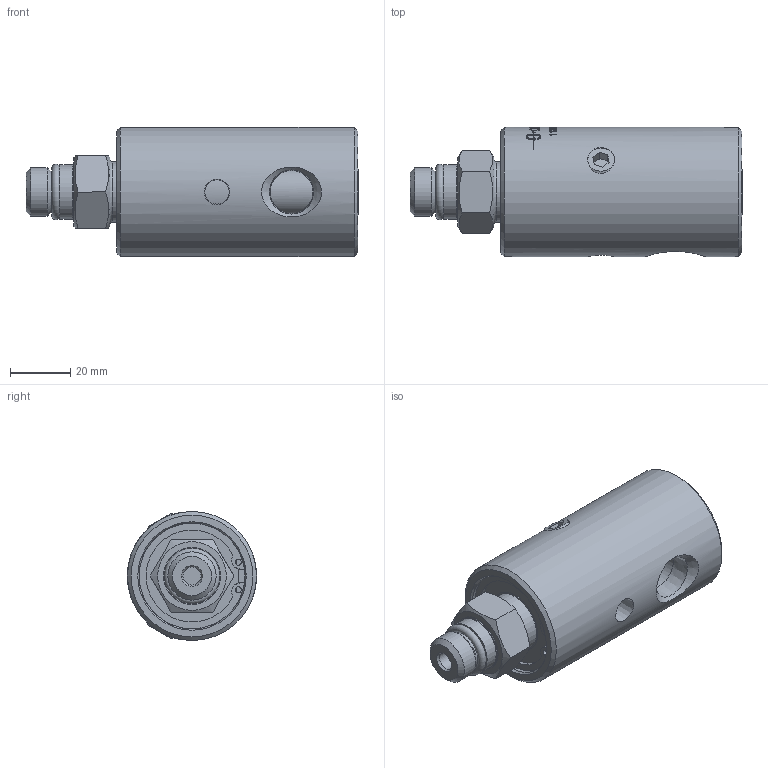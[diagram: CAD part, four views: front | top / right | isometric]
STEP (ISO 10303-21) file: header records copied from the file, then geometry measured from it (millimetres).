
FILE_DESCRIPTION(/* description */ (''),/* implementation_level */ '2;1');
FILE_NAME(/* name */ '1101-202-651-IC.stp',/* time_stamp */ '2020-05-13T14:34:33-05:00',/* author */ ('Moorera'),/* organization */ (''),/* preprocessor_version */ 'ST-DEVELOPER v18.1',/* originating_system */ 'Autodesk Inventor 2020',/* authorisation */ '');
FILE_SCHEMA (('AUTOMOTIVE_DESIGN { 1 0 10303 214 3 1 1 }'));
Length unit declared in the file: millimetre
Products named in the file (1): 1101-202-651-IC
Bounding box: 110.11 x 42.8 x 42.8 mm (x, y, z)
Volume: 118726.9 mm3; surface area: 18521 mm2
Topology: 1 solids, 1 shells, 460 faces, 1208 edges, 793 vertices
Faces by surface type: plane 256, bspline 117, cylinder 62, cone 22, torus 3
Full cylindrical faces by diameter (mm): 1.981 x2, 5.774 x2, 6 x1, 9.238 x1, 13.15 x2, 14.25 x1, 16 x1, 17.99 x1, 20 x1, 21.1 x1, 30.9 x1, 35.05 x1, 42.8 x1
Entity records: 18442 total; most frequent: CARTESIAN_POINT 7320, ORIENTED_EDGE 2416, DIRECTION 2085, EDGE_CURVE 1208, AXIS2_PLACEMENT_3D 808, VERTEX_POINT 793, EDGE_LOOP 508, LINE 469
